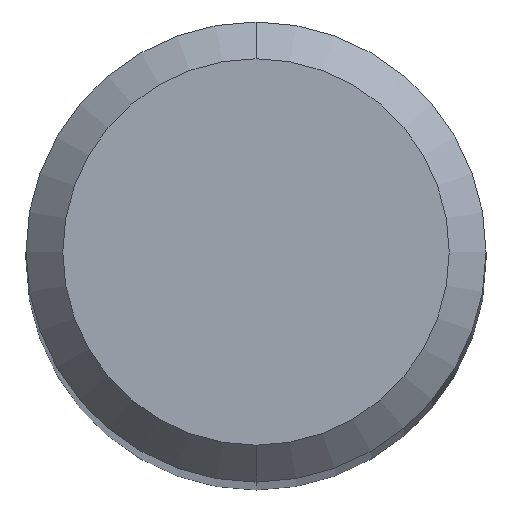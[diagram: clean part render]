
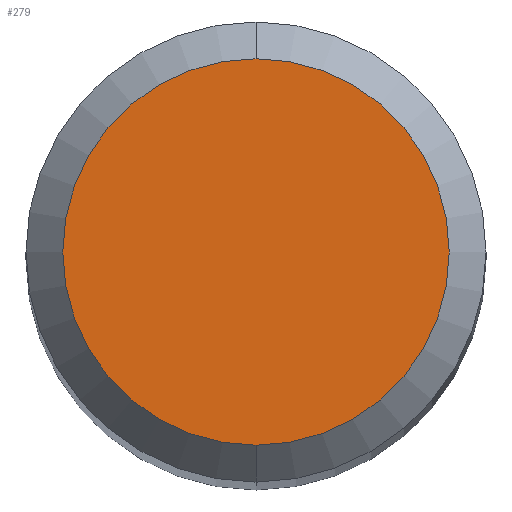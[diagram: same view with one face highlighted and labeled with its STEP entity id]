
A CAD part, top view. The second image highlights one B-rep face of the part: STEP entity #279.
In plain terms, the highlighted planar face has unit normal (0, 0, 1).
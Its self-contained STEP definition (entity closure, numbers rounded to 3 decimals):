
#183=VERTEX_POINT('',#492);
#279=ADVANCED_FACE('',(#601),#602,.T.);
#387=VERTEX_POINT('',#718);
#399=EDGE_CURVE('',#183,#387,#731,.T.);
#449=EDGE_CURVE('',#387,#183,#784,.T.);
#492=CARTESIAN_POINT('',(0.0,2.1,0.0));
#601=FACE_OUTER_BOUND('',#1038,.T.);
#602=PLANE('',#1039);
#718=CARTESIAN_POINT('',(0.,-2.1,0.0));
#731=CIRCLE('',#1314,2.1);
#784=CIRCLE('',#1424,2.1);
#1038=EDGE_LOOP('',(#1587,#1588));
#1039=AXIS2_PLACEMENT_3D('',#1589,#1590,#1591);
#1314=AXIS2_PLACEMENT_3D('',#1735,#1736,#1737);
#1424=AXIS2_PLACEMENT_3D('',#1782,#1783,#1784);
#1587=ORIENTED_EDGE('',*,*,#399,.F.);
#1588=ORIENTED_EDGE('',*,*,#449,.F.);
#1589=CARTESIAN_POINT('',(0.0,1.05,0.0));
#1590=DIRECTION('',(-0.0,0.0,1.0));
#1591=DIRECTION('',(0.0,-1.0,0.0));
#1735=CARTESIAN_POINT('',(0.0,0.0,0.0));
#1736=DIRECTION('',(0.0,0.0,-1.0));
#1737=DIRECTION('',(0.0,1.0,0.0));
#1782=CARTESIAN_POINT('',(0.0,0.0,0.0));
#1783=DIRECTION('',(0.0,0.0,-1.0));
#1784=DIRECTION('',(0.0,1.0,0.0));
